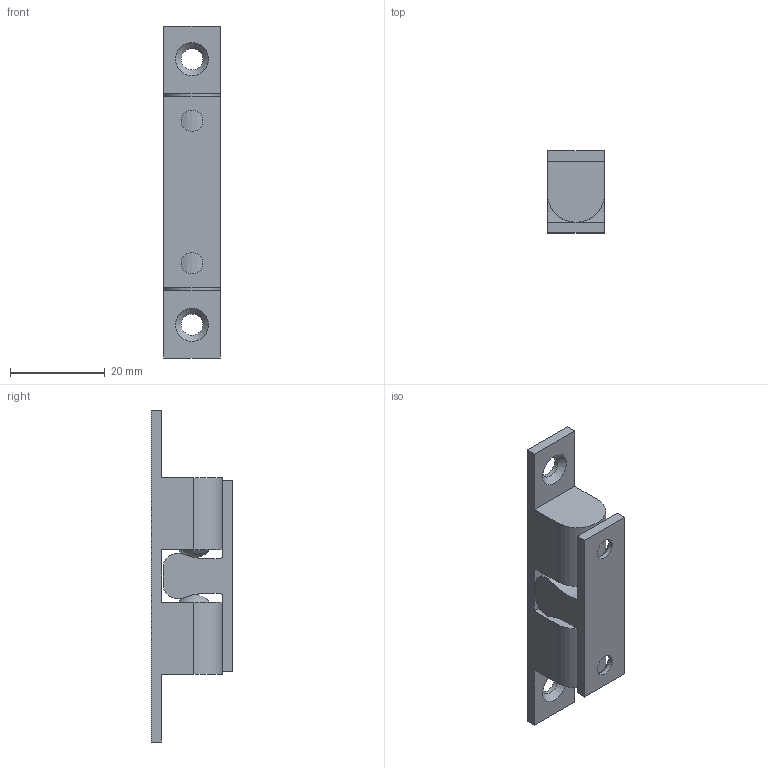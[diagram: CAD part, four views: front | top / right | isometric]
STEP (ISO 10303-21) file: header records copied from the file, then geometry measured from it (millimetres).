
FILE_DESCRIPTION(/* description */ (''),/* implementation_level */ '2;1');
FILE_NAME(/* name */ '620010.stp',/* time_stamp */ '2026-03-17T07:47:34+01:00',/* author */ ('jiri.spacek'),/* organization */ ('Alutec K&K'),/* preprocessor_version */ 'ST-DEVELOPER v20',/* originating_system */ 'Autodesk Inventor 2024',/* authorisation */ '');
FILE_SCHEMA (('AUTOMOTIVE_DESIGN { 1 0 10303 214 3 1 1 }'));
Length unit declared in the file: millimetre
Products named in the file (3): 620010; 620010-kulisa; 620010-zapadka
Assembly tree (2 placements, depth 2):
  620010
    620010-kulisa
    620010-zapadka
Bounding box: 12 x 17.2 x 70 mm (x, y, z)
Volume: 8182.1 mm3; surface area: 4891.2 mm2
Topology: 2 solids, 2 shells, 38 faces, 98 edges, 64 vertices
Faces by surface type: plane 22, cylinder 10, cone 4, sphere 2
Full cylindrical faces by diameter (mm): 4.5 x4
Entity records: 1289 total; most frequent: DIRECTION 210, CARTESIAN_POINT 203, ORIENTED_EDGE 192, EDGE_CURVE 96, AXIS2_PLACEMENT_3D 71, LINE 68, VECTOR 68, VERTEX_POINT 64
